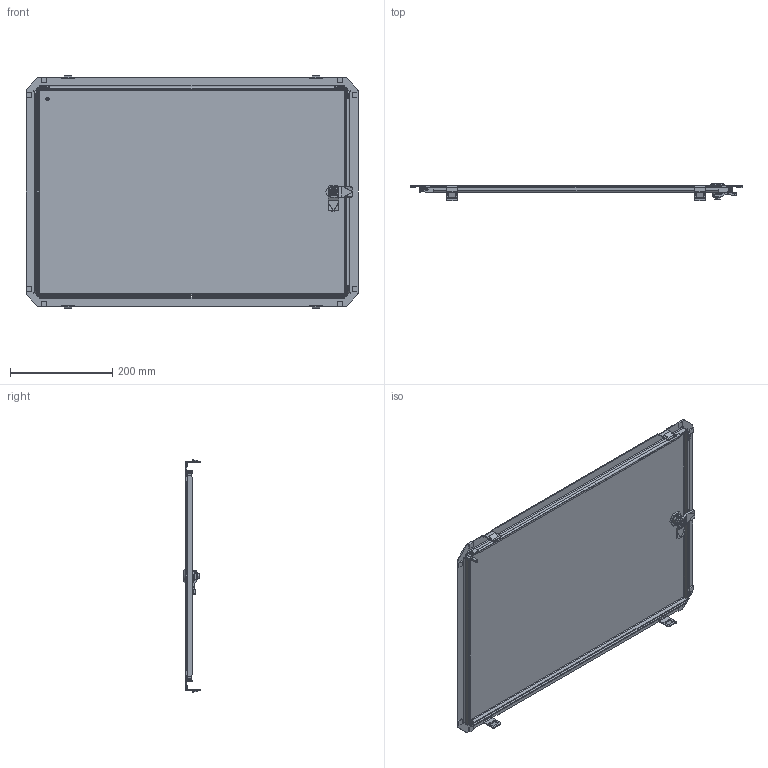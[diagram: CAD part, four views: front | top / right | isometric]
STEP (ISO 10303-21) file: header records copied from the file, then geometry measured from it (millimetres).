
FILE_DESCRIPTION (( 'STEP AP203' ), '1' );
FILE_NAME ('IDS ARCA 5070.STEP', '2022-05-31T13:03:55', ( '' ), ( '' ), 'SwSTEP 2.0', 'SolidWorks 2021', '' );
FILE_SCHEMA (( 'CONFIG_CONTROL_DESIGN' ));
Length unit declared in the file: millimetre
Products named in the file (15): 5070 inner cover 0610094B; IDS cam_1; IDS ARCA 5070; 12750_A1; 1000-02; 1000-102A-1X_AF0; KVT_FH4_M6_12; 1000-102A-D_ASM; 5070 Frame 0610095B; 5070 Frame 0610095A; KVT_S_M4_2; IDS lock cam as open; 1000-u187-n2_asm; 1000-102A-2X
Assembly tree (15 placements, depth 4):
  IDS ARCA 5070
    5070 Frame 0610095A
      5070 Frame 0610095B
      KVT_S_M4_2  x2
    5070 inner cover 0610094B
      5070 inner cover 0610094B
      KVT_FH4_M6_12
    12750_A1
      1000-102A-D_ASM
        1000-102A-1X_AF0
        1000-102A-2X
      1000-02
      1000-u187-n2_asm
      IDS cam_1
    IDS lock cam as open
Bounding box: 648.5 x 33 x 454.45 mm (x, y, z)
Volume: 673912.1 mm3; surface area: 684869.7 mm2
Topology: 17 solids, 17 shells, 865 faces, 2228 edges, 1394 vertices
Faces by surface type: plane 454, cylinder 279, bspline 68, cone 50, torus 14
Full cylindrical faces by diameter (mm): 7.1 x2
Entity records: 30191 total; most frequent: CARTESIAN_POINT 8034, ORIENTED_EDGE 4372, DIRECTION 4217, EDGE_CURVE 2186, AXIS2_PLACEMENT_3D 1407, VECTOR 1403, LINE 1403, VERTEX_POINT 1370
